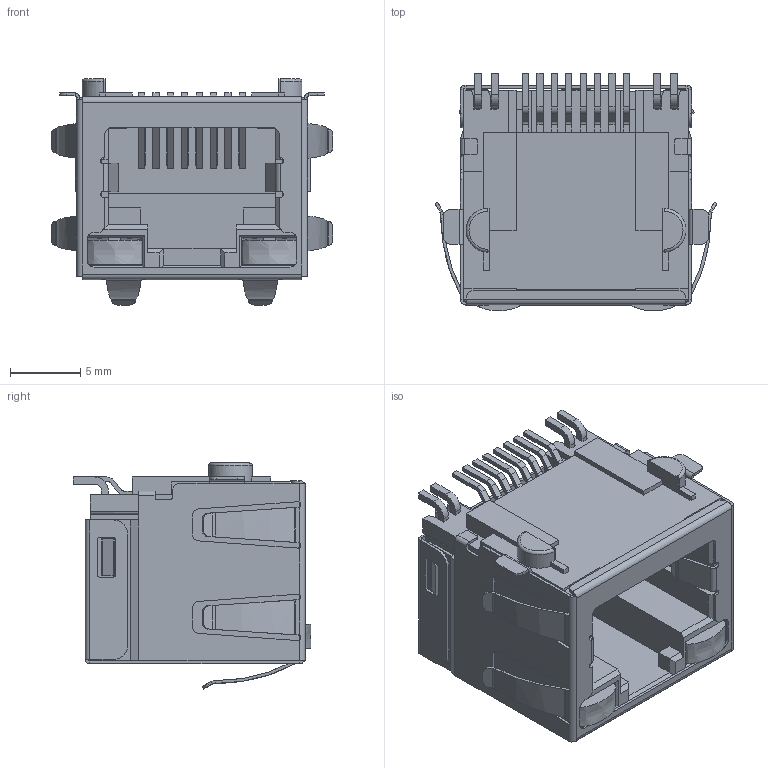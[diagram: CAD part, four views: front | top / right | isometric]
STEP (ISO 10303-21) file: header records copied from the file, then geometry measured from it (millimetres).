
FILE_DESCRIPTION((''),'2;1');
FILE_NAME('DGKYD561188DB1A6SB1133','2024-07-01T11:10:19',('DGKYD'),(''),'CREO PARAMETRIC BY PTC INC, 2019010','CREO PARAMETRIC BY PTC INC, 2019010','');
FILE_SCHEMA(('CONFIG_CONTROL_DESIGN'));
Length unit declared in the file: millimetre
Products named in the file (1): DGKYD561188DB1A6SB1133
Bounding box: 20.01 x 16.85 x 16.05 mm (x, y, z)
Volume: 1422.4 mm3; surface area: 4843 mm2
Topology: 1 solids, 2 shells, 1367 faces, 3882 edges, 2454 vertices
Faces by surface type: plane 1036, cylinder 280, bspline 43, sphere 4, torus 2, extrusion 2
Entity records: 47021 total; most frequent: CARTESIAN_POINT 11427, ORIENTED_EDGE 7740, DIRECTION 6954, EDGE_CURVE 3878, VECTOR 3226, LINE 3224, VERTEX_POINT 2454, AXIS2_PLACEMENT_3D 1864
